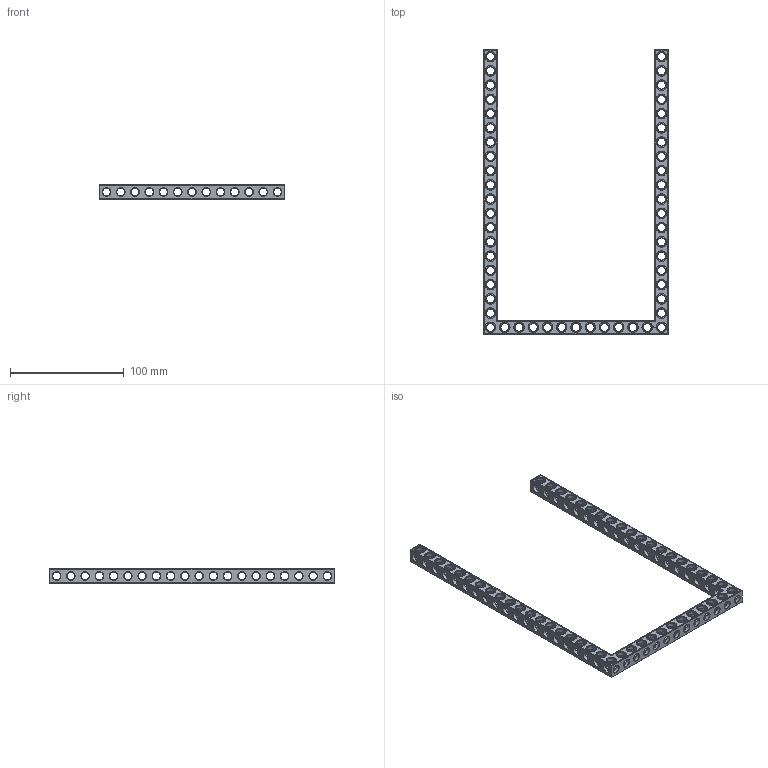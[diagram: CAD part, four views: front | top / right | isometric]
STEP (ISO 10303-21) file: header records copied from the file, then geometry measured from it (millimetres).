
FILE_DESCRIPTION(('FreeCAD Model'),'2;1');
FILE_NAME('Open CASCADE Shape Model','2022-02-26T22:42:40',('Author'),( ''),'Open CASCADE STEP processor 7.5','FreeCAD','Unknown');
FILE_SCHEMA(('AUTOMOTIVE_DESIGN { 1 0 10303 214 1 1 1 1 }'));
Products named in the file (1): Beam AGD ESS USH SYM BU13x20x01 - SPN-BEM-0517 (stemfie.org)
Bounding box: 162.5 x 250 x 12.5 mm (x, y, z)
Volume: 49840.1 mm3; surface area: 44425.9 mm2
Topology: 1 solids, 1 shells, 1109 faces, 3434 edges, 2208 vertices
Faces by surface type: plane 434, cylinder 307, cone 206, extrusion 162
Full cylindrical faces by diameter (mm): 6.98 x42, 7 x214, 9.2 x51
Entity records: 283279 total; most frequent: CARTESIAN_POINT 219687, DIRECTION 10244, ORIENTED_EDGE 6868, PCURVE 6868, DEFINITIONAL_REPRESENTATION 6868, VECTOR 6103, LINE 5941, EDGE_CURVE 3434
